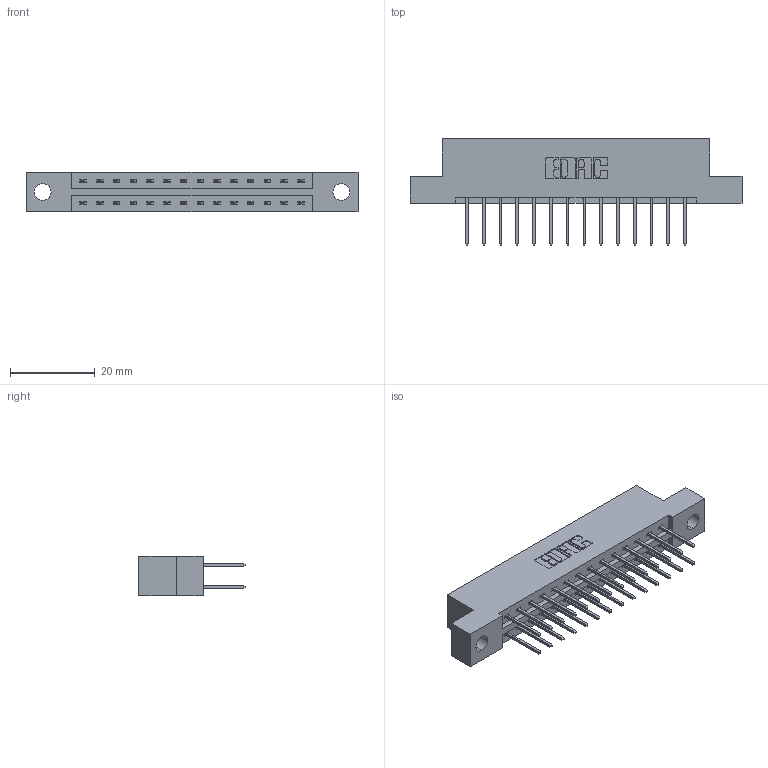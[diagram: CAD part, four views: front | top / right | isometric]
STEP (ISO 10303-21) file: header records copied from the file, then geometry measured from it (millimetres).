
FILE_DESCRIPTION (( 'STEP AP203' ), '1' );
FILE_NAME ('387-028-523-204.STEP', '2018-09-16T18:33:47', ( '' ), ( '' ), 'SwSTEP 2.0', 'SolidWorks 2016', '' );
FILE_SCHEMA (( 'CONFIG_CONTROL_DESIGN' ));
Length unit declared in the file: inch
Products named in the file (3): 337 Part_Flush Mounting Lugs - 0.156 Dia-TH; 345-292-001_345-293-123; 387-028-523-204
Assembly tree (29 placements, depth 2):
  387-028-523-204
    337 Part_Flush Mounting Lugs - 0.156 Dia-TH
    345-292-001_345-293-123  x28
Bounding box: 78.49 x 25.15 x 9.4 mm (x, y, z)
Volume: 7868.3 mm3; surface area: 8693.3 mm2
Topology: 29 solids, 29 shells, 1626 faces, 4819 edges, 3174 vertices
Faces by surface type: plane 1134, cylinder 492
Entity records: 14497 total; most frequent: CARTESIAN_POINT 2466, ORIENTED_EDGE 2402, DIRECTION 2149, EDGE_CURVE 1201, LINE 1073, VECTOR 1073, VERTEX_POINT 798, AXIS2_PLACEMENT_3D 538
